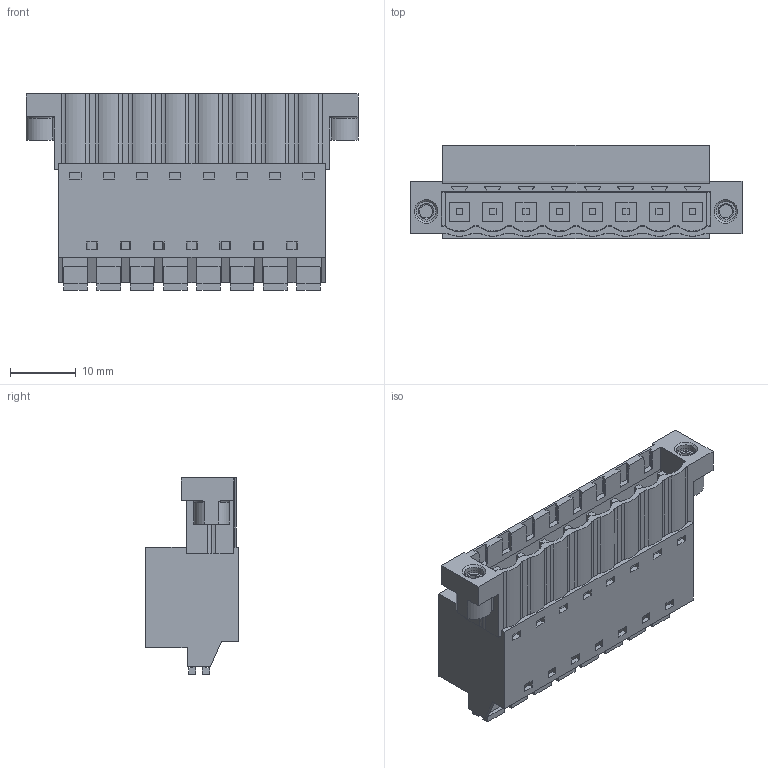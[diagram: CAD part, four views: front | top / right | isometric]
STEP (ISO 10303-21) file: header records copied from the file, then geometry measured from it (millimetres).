
FILE_DESCRIPTION(('CATIA V5 STEP Exchange','CAx-IF Rec.Pracs.--- Model Styling and Organization---1.4--- 2014-01-23'),'2;1');
FILE_NAME ('011735-2_1_1336230000_1336230000.stp','2021-09-07T05:42:06+00:00',('none'),('Weidmueller'),'CATIA Version 5-6 Release 2016 SP3 HF44','CATIA V5 STEP AP214','none');
FILE_SCHEMA(('AUTOMOTIVE_DESIGN { 1 0 10303 214 1 1 1 1 }'));
Length unit declared in the file: millimetre
Products named in the file (1): 1336230000
Bounding box: 50.64 x 14.2 x 29.93 mm (x, y, z)
Volume: 9304.9 mm3; surface area: 8822.2 mm2
Topology: 19 solids, 19 shells, 874 faces, 2287 edges, 1494 vertices
Faces by surface type: plane 734, cylinder 108, extrusion 16, cone 12, torus 4
Entity records: 25559 total; most frequent: CARTESIAN_POINT 5437, ORIENTED_EDGE 4574, DIRECTION 3270, EDGE_CURVE 2287, VECTOR 2037, LINE 2021, VERTEX_POINT 1494, EDGE_LOOP 969
